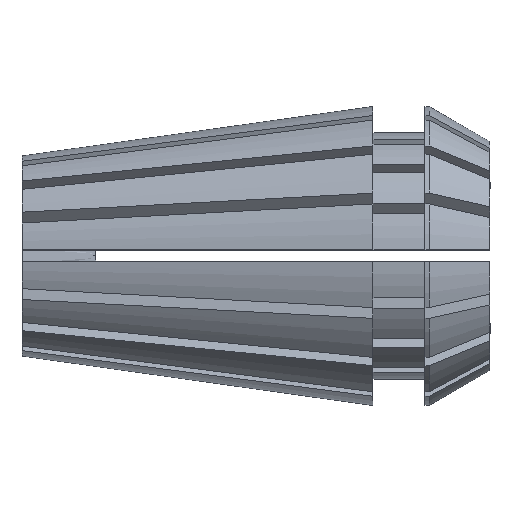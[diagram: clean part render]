
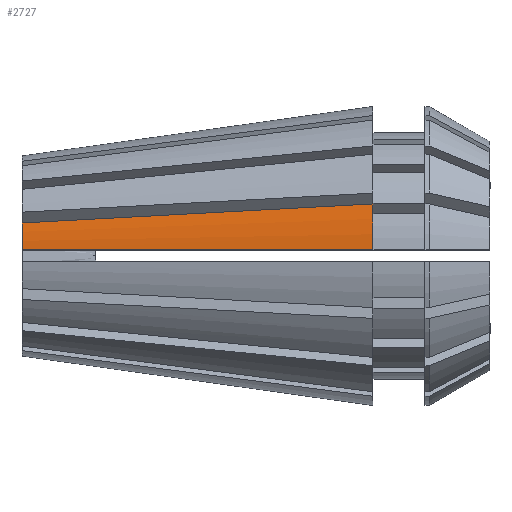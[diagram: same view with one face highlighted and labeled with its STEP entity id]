
A CAD part, top view. The second image highlights one B-rep face of the part: STEP entity #2727.
In plain terms, the highlighted conical face has half-angle 8 degrees and reference radius 5.753 mm.
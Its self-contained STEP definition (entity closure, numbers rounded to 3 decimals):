
#204 = CIRCLE ( 'NONE', #5758, 5.753 ) ;
#234 = DIRECTION ( 'NONE',  ( 0., 0., -1. ) ) ;
#241 = CARTESIAN_POINT ( 'NONE',  ( 0., 1.265, 3.642 ) ) ;
#290 = AXIS2_PLACEMENT_3D ( 'NONE', #3819, #3362, #234 ) ;
#305 = CARTESIAN_POINT ( 'NONE',  ( 9.724, 0.225, 5.217 ) ) ;
#331 = EDGE_CURVE ( 'NONE', #1054, #5322, #1196, .T. ) ;
#582 = CARTESIAN_POINT ( 'NONE',  ( 0., 1.265, 3.642 ) ) ;
#779 = CARTESIAN_POINT ( 'NONE',  ( 5.527, 0.225, 4.627 ) ) ;
#988 = ORIENTED_EDGE ( 'NONE', *, *, #4304, .F. ) ;
#1054 = VERTEX_POINT ( 'NONE', #2367 ) ;
#1196 = CIRCLE ( 'NONE', #1869, 3.856 ) ;
#1237 = CARTESIAN_POINT ( 'NONE',  ( 0.91, 0.225, 3.977 ) ) ;
#1349 = B_SPLINE_CURVE_WITH_KNOTS ( 'NONE', 3,
 ( #241, #1614, #4255, #4713, #2049, #5176, #2489 ),
 .UNSPECIFIED., .F., .F.,
 ( 4, 3, 4 ),
 ( 0., 0.007, 0.014 ),
 .UNSPECIFIED. ) ;
#1568 = ORIENTED_EDGE ( 'NONE', *, *, #331, .F. ) ;
#1614 = CARTESIAN_POINT ( 'NONE',  ( 2.234, 1.385, 3.933 ) ) ;
#1663 = CARTESIAN_POINT ( 'NONE',  ( 0.303, 0.225, 3.892 ) ) ;
#1694 = EDGE_LOOP ( 'NONE', ( #3823, #1568, #988, #2820 ) ) ;
#1869 = AXIS2_PLACEMENT_3D ( 'NONE', #4120, #3774, #5539 ) ;
#2049 = CARTESIAN_POINT ( 'NONE',  ( 8.969, 1.748, 4.808 ) ) ;
#2367 = CARTESIAN_POINT ( 'NONE',  ( 0., 0.225, 3.849 ) ) ;
#2415 = DIRECTION ( 'NONE',  ( -1., 0., 0. ) ) ;
#2489 = CARTESIAN_POINT ( 'NONE',  ( 13.5, 1.992, 5.397 ) ) ;
#2632 = VERTEX_POINT ( 'NONE', #4980 ) ;
#2727 = ADVANCED_FACE ( 'NONE', ( #3452 ), #5262, .T. ) ;
#2820 = ORIENTED_EDGE ( 'NONE', *, *, #4184, .T. ) ;
#2958 = CARTESIAN_POINT ( 'NONE',  ( 13.5, 0.225, 5.749 ) ) ;
#3362 = DIRECTION ( 'NONE',  ( 1., 0., 0. ) ) ;
#3365 = EDGE_CURVE ( 'NONE', #5322, #5119, #1349, .T. ) ;
#3436 = CARTESIAN_POINT ( 'NONE',  ( 7.836, 0.225, 4.952 ) ) ;
#3452 = FACE_OUTER_BOUND ( 'NONE', #1694, .T. ) ;
#3774 = DIRECTION ( 'NONE',  ( -1., 0., 0. ) ) ;
#3819 = CARTESIAN_POINT ( 'NONE',  ( 13.5, 0., 0. ) ) ;
#3823 = ORIENTED_EDGE ( 'NONE', *, *, #3365, .F. ) ;
#3882 = CARTESIAN_POINT ( 'NONE',  ( 3.219, 0.225, 4.302 ) ) ;
#3907 = B_SPLINE_CURVE_WITH_KNOTS ( 'NONE', 3,
 ( #2958, #4764, #305, #3436, #779, #3882, #1237, #4316, #1663, #4782 ),
 .UNSPECIFIED., .F., .F.,
 ( 4, 3, 3, 4 ),
 ( 0.023, 0.029, 0.036, 0.037 ),
 .UNSPECIFIED. ) ;
#4120 = CARTESIAN_POINT ( 'NONE',  ( 0., 0., 0. ) ) ;
#4184 = EDGE_CURVE ( 'NONE', #2632, #5119, #204, .T. ) ;
#4255 = CARTESIAN_POINT ( 'NONE',  ( 4.469, 1.506, 4.223 ) ) ;
#4304 = EDGE_CURVE ( 'NONE', #2632, #1054, #3907, .T. ) ;
#4316 = CARTESIAN_POINT ( 'NONE',  ( 0.607, 0.225, 3.935 ) ) ;
#4713 = CARTESIAN_POINT ( 'NONE',  ( 6.703, 1.626, 4.514 ) ) ;
#4764 = CARTESIAN_POINT ( 'NONE',  ( 11.612, 0.225, 5.483 ) ) ;
#4782 = CARTESIAN_POINT ( 'NONE',  ( 0., 0.225, 3.849 ) ) ;
#4887 = CARTESIAN_POINT ( 'NONE',  ( 13.5, 1.992, 5.397 ) ) ;
#4980 = CARTESIAN_POINT ( 'NONE',  ( 13.5, 0.225, 5.749 ) ) ;
#5098 = CARTESIAN_POINT ( 'NONE',  ( 13.5, 0., 0. ) ) ;
#5119 = VERTEX_POINT ( 'NONE', #4887 ) ;
#5176 = CARTESIAN_POINT ( 'NONE',  ( 11.234, 1.87, 5.103 ) ) ;
#5262 = CONICAL_SURFACE ( 'NONE', #290, 5.753, 0.14 ) ;
#5322 = VERTEX_POINT ( 'NONE', #582 ) ;
#5539 = DIRECTION ( 'NONE',  ( 0., 0., 1. ) ) ;
#5540 = DIRECTION ( 'NONE',  ( 0., 0., 1. ) ) ;
#5758 = AXIS2_PLACEMENT_3D ( 'NONE', #5098, #2415, #5540 ) ;
